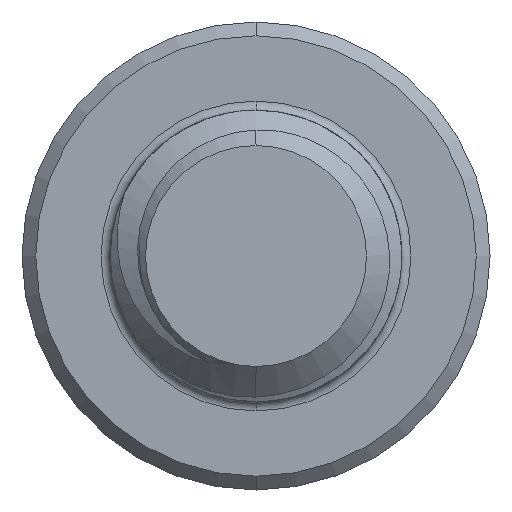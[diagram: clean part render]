
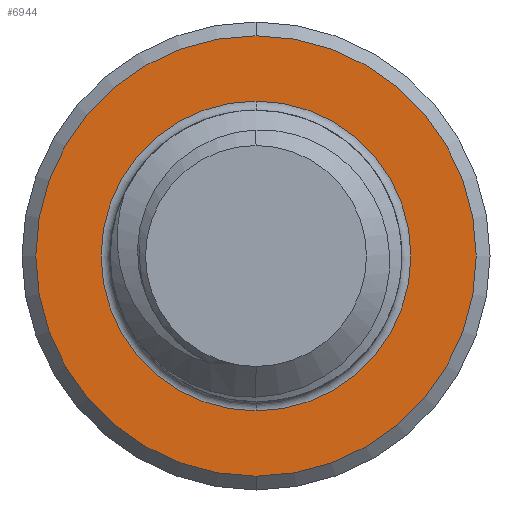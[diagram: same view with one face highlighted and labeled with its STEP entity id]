
A CAD part, front view. The second image highlights one B-rep face of the part: STEP entity #6944.
In plain terms, the highlighted planar face has unit normal (0, -1, 0).
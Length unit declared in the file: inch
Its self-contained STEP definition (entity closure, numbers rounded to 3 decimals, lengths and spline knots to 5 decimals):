
#205 = AXIS2_PLACEMENT_3D ( 'NONE', #7307, #1288, #3969 ) ;
#325 = CARTESIAN_POINT ( 'NONE',  ( 0., 0., 0. ) ) ;
#482 = CIRCLE ( 'NONE', #2021, 0.1435 ) ;
#845 = VERTEX_POINT ( 'NONE', #2155 ) ;
#1116 = CARTESIAN_POINT ( 'NONE',  ( 0., 0., -0.101 ) ) ;
#1288 = DIRECTION ( 'NONE',  ( 0., 1., 0. ) ) ;
#1820 = FACE_OUTER_BOUND ( 'NONE', #5658, .T. ) ;
#1909 = EDGE_CURVE ( 'NONE', #8531, #2254, #3429, .T. ) ;
#2021 = AXIS2_PLACEMENT_3D ( 'NONE', #325, #7923, #7963 ) ;
#2155 = CARTESIAN_POINT ( 'NONE',  ( 0., 0., 0.101 ) ) ;
#2178 = DIRECTION ( 'NONE',  ( 0., 1., 0. ) ) ;
#2254 = VERTEX_POINT ( 'NONE', #4300 ) ;
#2715 = VERTEX_POINT ( 'NONE', #1116 ) ;
#2930 = EDGE_CURVE ( 'NONE', #2254, #8531, #482, .T. ) ;
#3001 = PLANE ( 'NONE',  #7503 ) ;
#3092 = EDGE_CURVE ( 'NONE', #845, #2715, #8052, .T. ) ;
#3094 = DIRECTION ( 'NONE',  ( 0., 1., 0. ) ) ;
#3280 = AXIS2_PLACEMENT_3D ( 'NONE', #5447, #5402, #6668 ) ;
#3429 = CIRCLE ( 'NONE', #3280, 0.1435 ) ;
#3969 = DIRECTION ( 'NONE',  ( 0., 0., 1. ) ) ;
#4277 = EDGE_LOOP ( 'NONE', ( #5105, #6555 ) ) ;
#4300 = CARTESIAN_POINT ( 'NONE',  ( 0., 0., -0.1435 ) ) ;
#5105 = ORIENTED_EDGE ( 'NONE', *, *, #3092, .T. ) ;
#5115 = DIRECTION ( 'NONE',  ( 0., 0., 1. ) ) ;
#5293 = CARTESIAN_POINT ( 'NONE',  ( 0., 0., 0.1435 ) ) ;
#5402 = DIRECTION ( 'NONE',  ( 0., -1., 0. ) ) ;
#5447 = CARTESIAN_POINT ( 'NONE',  ( 0., 0., 0. ) ) ;
#5466 = ORIENTED_EDGE ( 'NONE', *, *, #2930, .T. ) ;
#5658 = EDGE_LOOP ( 'NONE', ( #8030, #5466 ) ) ;
#5930 = EDGE_CURVE ( 'NONE', #2715, #845, #8615, .T. ) ;
#6173 = CARTESIAN_POINT ( 'NONE',  ( 0., 0., 0. ) ) ;
#6555 = ORIENTED_EDGE ( 'NONE', *, *, #5930, .T. ) ;
#6647 = AXIS2_PLACEMENT_3D ( 'NONE', #6173, #2178, #7573 ) ;
#6668 = DIRECTION ( 'NONE',  ( 0., 0., 1. ) ) ;
#6944 = ADVANCED_FACE ( 'NONE', ( #8406, #1820 ), #3001, .F. ) ;
#7175 = CARTESIAN_POINT ( 'NONE',  ( 0., 0., 0. ) ) ;
#7307 = CARTESIAN_POINT ( 'NONE',  ( 0., 0., 0. ) ) ;
#7503 = AXIS2_PLACEMENT_3D ( 'NONE', #7175, #3094, #5115 ) ;
#7573 = DIRECTION ( 'NONE',  ( 0., 0., 1. ) ) ;
#7923 = DIRECTION ( 'NONE',  ( 0., -1., 0. ) ) ;
#7963 = DIRECTION ( 'NONE',  ( 0., 0., 1. ) ) ;
#8030 = ORIENTED_EDGE ( 'NONE', *, *, #1909, .T. ) ;
#8052 = CIRCLE ( 'NONE', #205, 0.101 ) ;
#8406 = FACE_BOUND ( 'NONE', #4277, .T. ) ;
#8531 = VERTEX_POINT ( 'NONE', #5293 ) ;
#8615 = CIRCLE ( 'NONE', #6647, 0.101 ) ;
